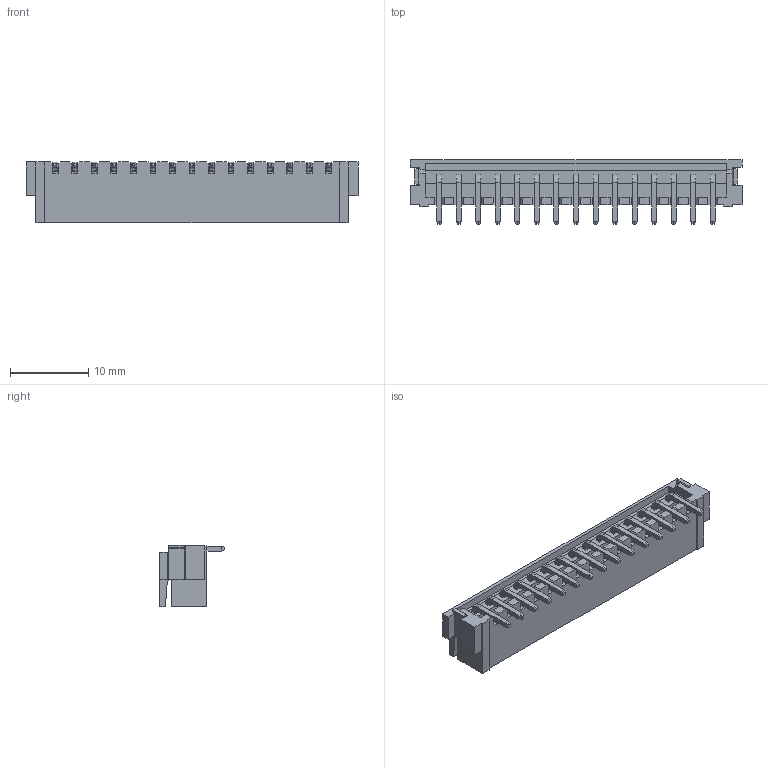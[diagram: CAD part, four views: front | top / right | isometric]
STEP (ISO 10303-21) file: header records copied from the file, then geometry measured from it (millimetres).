
FILE_DESCRIPTION (( 'STEP AP203' ), '1' );
FILE_NAME ('14K-515-417TAA1.STEP', '2024-02-22T15:07:28', ( '' ), ( '' ), 'SwSTEP 2.0', 'SolidWorks 2023', '' );
FILE_SCHEMA (( 'CONFIG_CONTROL_DESIGN' ));
Length unit declared in the file: millimetre
Products named in the file (3): 14K-515-417TAA1; 14K Series SMT Pin_Top Entry; 14K Series SMT Top Entry Insulator_515
Assembly tree (16 placements, depth 2):
  14K-515-417TAA1
    14K Series SMT Top Entry Insulator_515
    14K Series SMT Pin_Top Entry  x15
Bounding box: 42.5 x 8.3 x 7.9 mm (x, y, z)
Volume: 752.2 mm3; surface area: 2415.4 mm2
Topology: 16 solids, 16 shells, 742 faces, 1852 edges, 1142 vertices
Faces by surface type: plane 676, cylinder 66
Entity records: 13715 total; most frequent: CARTESIAN_POINT 2333, ORIENTED_EDGE 2304, DIRECTION 2076, EDGE_CURVE 1152, LINE 1074, VECTOR 1074, VERTEX_POINT 750, AXIS2_PLACEMENT_3D 501
